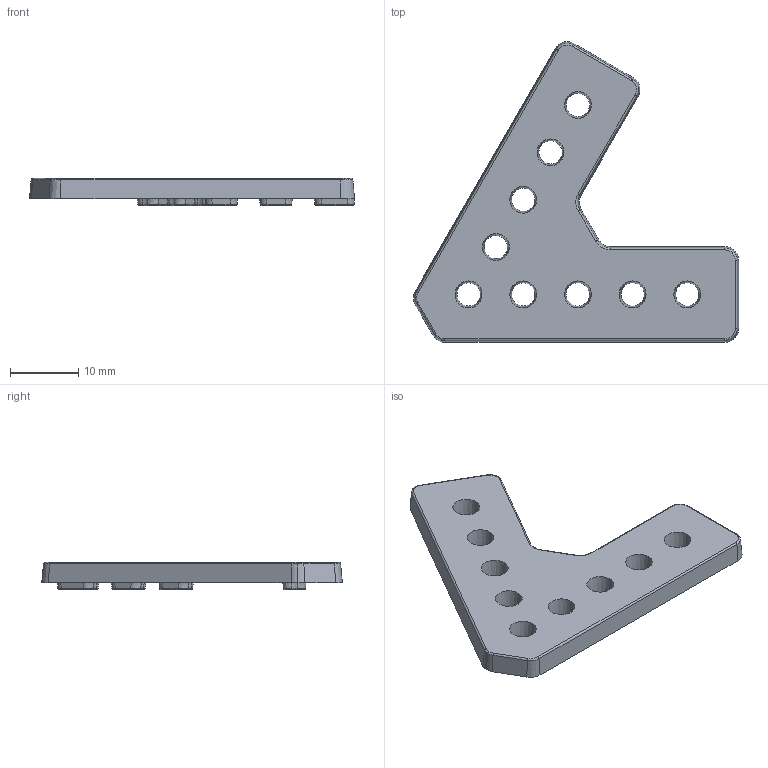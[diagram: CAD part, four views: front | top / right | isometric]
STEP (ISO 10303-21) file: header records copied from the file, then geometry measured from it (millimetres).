
FILE_DESCRIPTION (( 'STEP AP203' ), '1' );
FILE_NAME ('REV-41-1306_Default.step', '2016-09-04T21:37:30', ( '' ), ( '' ), 'SwSTEP 2.0', 'SolidWorks 2015', '' );
FILE_SCHEMA (( 'CONFIG_CONTROL_DESIGN' ));
Length unit declared in the file: inch
Products named in the file (1): REV-41-1306_Default
Bounding box: 47.56 x 43.98 x 4 mm (x, y, z)
Volume: 3049.2 mm3; surface area: 2841.7 mm2
Topology: 1 solids, 1 shells, 161 faces, 402 edges, 237 vertices
Faces by surface type: bspline 65, cone 39, plane 30, cylinder 27
Entity records: 6698 total; most frequent: CARTESIAN_POINT 3286, ORIENTED_EDGE 804, DIRECTION 538, EDGE_CURVE 402, VERTEX_POINT 237, AXIS2_PLACEMENT_3D 202, EDGE_LOOP 173, ADVANCED_FACE 161
